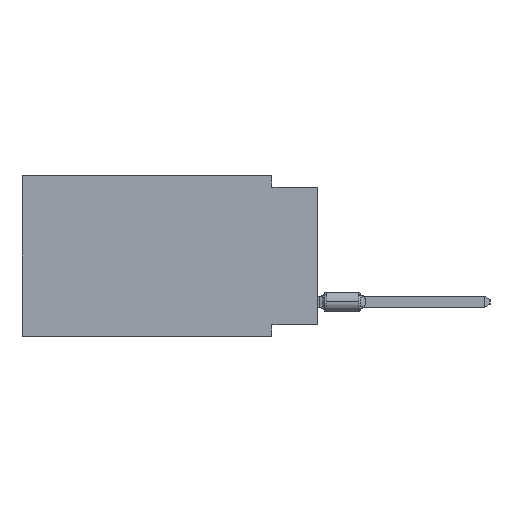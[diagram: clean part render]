
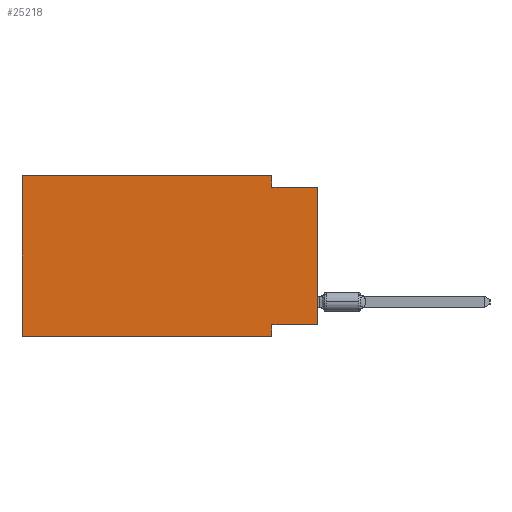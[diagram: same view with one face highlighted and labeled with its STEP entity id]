
A CAD part, left-side view. The second image highlights one B-rep face of the part: STEP entity #25218.
In plain terms, the highlighted planar face has unit normal (-1, 0, 0).
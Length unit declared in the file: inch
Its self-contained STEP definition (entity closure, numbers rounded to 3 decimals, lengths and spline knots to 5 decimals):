
#244 = DIRECTION ( 'NONE',  ( 0., 1., 0. ) ) ;
#2116 = VECTOR ( 'NONE', #68971, 39.37008 ) ;
#2167 = ORIENTED_EDGE ( 'NONE', *, *, #26975, .F. ) ;
#2299 = EDGE_CURVE ( 'NONE', #49486, #5775, #9623, .T. ) ;
#4914 = LINE ( 'NONE', #20655, #69834 ) ;
#5249 = VERTEX_POINT ( 'NONE', #38578 ) ;
#5429 = ORIENTED_EDGE ( 'NONE', *, *, #16048, .F. ) ;
#5530 = ORIENTED_EDGE ( 'NONE', *, *, #61225, .T. ) ;
#5775 = VERTEX_POINT ( 'NONE', #44930 ) ;
#7515 = LINE ( 'NONE', #34319, #25707 ) ;
#7687 = ORIENTED_EDGE ( 'NONE', *, *, #24691, .F. ) ;
#9623 = LINE ( 'NONE', #14275, #2116 ) ;
#9636 = EDGE_CURVE ( 'NONE', #39537, #23167, #21383, .T. ) ;
#9639 = CARTESIAN_POINT ( 'NONE',  ( 0., 0.1, 0. ) ) ;
#10748 = CARTESIAN_POINT ( 'NONE',  ( 0., 0.1, 0. ) ) ;
#10967 = LINE ( 'NONE', #33484, #21373 ) ;
#12676 = CARTESIAN_POINT ( 'NONE',  ( 0., 0., -0.025 ) ) ;
#14275 = CARTESIAN_POINT ( 'NONE',  ( 0., 0.645, -0.35 ) ) ;
#16048 = EDGE_CURVE ( 'NONE', #49486, #43832, #7515, .T. ) ;
#19660 = VERTEX_POINT ( 'NONE', #9639 ) ;
#20655 = CARTESIAN_POINT ( 'NONE',  ( 0., 0., -0.325 ) ) ;
#21373 = VECTOR ( 'NONE', #55628, 39.37008 ) ;
#21383 = LINE ( 'NONE', #26413, #66246 ) ;
#22315 = CARTESIAN_POINT ( 'NONE',  ( 0., 0.645, 0. ) ) ;
#23167 = VERTEX_POINT ( 'NONE', #12676 ) ;
#23346 = CARTESIAN_POINT ( 'NONE',  ( 0., 0., 0. ) ) ;
#24691 = EDGE_CURVE ( 'NONE', #45921, #5249, #4914, .T. ) ;
#25218 = ADVANCED_FACE ( 'NONE', ( #55542 ), #49487, .F. ) ;
#25707 = VECTOR ( 'NONE', #28946, 39.37008 ) ;
#26254 = CARTESIAN_POINT ( 'NONE',  ( 0., 0.645, 0. ) ) ;
#26413 = CARTESIAN_POINT ( 'NONE',  ( 0., 0., -0.025 ) ) ;
#26975 = EDGE_CURVE ( 'NONE', #5249, #5775, #10967, .T. ) ;
#28378 = ORIENTED_EDGE ( 'NONE', *, *, #2299, .T. ) ;
#28946 = DIRECTION ( 'NONE',  ( 0., 0., 1. ) ) ;
#29869 = CARTESIAN_POINT ( 'NONE',  ( 0., 0.1, -0.025 ) ) ;
#33484 = CARTESIAN_POINT ( 'NONE',  ( 0., 0.1, -0.35 ) ) ;
#34319 = CARTESIAN_POINT ( 'NONE',  ( 0., 0.645, 0. ) ) ;
#38578 = CARTESIAN_POINT ( 'NONE',  ( 0., 0.1, -0.325 ) ) ;
#38592 = ORIENTED_EDGE ( 'NONE', *, *, #9636, .F. ) ;
#38910 = DIRECTION ( 'NONE',  ( 0., -1., 0. ) ) ;
#39537 = VERTEX_POINT ( 'NONE', #29869 ) ;
#41079 = VECTOR ( 'NONE', #42903, 39.37008 ) ;
#42903 = DIRECTION ( 'NONE',  ( 0., 0., -1. ) ) ;
#43583 = CARTESIAN_POINT ( 'NONE',  ( 0., 0., -0.325 ) ) ;
#43832 = VERTEX_POINT ( 'NONE', #26254 ) ;
#43902 = DIRECTION ( 'NONE',  ( 0., -1., 0. ) ) ;
#44114 = DIRECTION ( 'NONE',  ( 1., 0., 0. ) ) ;
#44259 = CARTESIAN_POINT ( 'NONE',  ( 0., 0.645, 0. ) ) ;
#44930 = CARTESIAN_POINT ( 'NONE',  ( 0., 0.1, -0.35 ) ) ;
#45921 = VERTEX_POINT ( 'NONE', #43583 ) ;
#46002 = EDGE_LOOP ( 'NONE', ( #5530, #38592, #66211, #50147, #5429, #28378, #2167, #7687 ) ) ;
#46364 = VECTOR ( 'NONE', #38910, 39.37008 ) ;
#46449 = LINE ( 'NONE', #23346, #54853 ) ;
#47884 = EDGE_CURVE ( 'NONE', #19660, #39537, #70103, .T. ) ;
#49486 = VERTEX_POINT ( 'NONE', #52256 ) ;
#49487 = PLANE ( 'NONE',  #50492 ) ;
#50147 = ORIENTED_EDGE ( 'NONE', *, *, #56684, .F. ) ;
#50492 = AXIS2_PLACEMENT_3D ( 'NONE', #22315, #44114, #55208 ) ;
#52182 = DIRECTION ( 'NONE',  ( 0., 0., 1. ) ) ;
#52256 = CARTESIAN_POINT ( 'NONE',  ( 0., 0.645, -0.35 ) ) ;
#54853 = VECTOR ( 'NONE', #52182, 39.37008 ) ;
#55208 = DIRECTION ( 'NONE',  ( 0., 0., -1. ) ) ;
#55542 = FACE_OUTER_BOUND ( 'NONE', #46002, .T. ) ;
#55628 = DIRECTION ( 'NONE',  ( 0., 0., -1. ) ) ;
#56684 = EDGE_CURVE ( 'NONE', #43832, #19660, #70376, .T. ) ;
#61225 = EDGE_CURVE ( 'NONE', #45921, #23167, #46449, .T. ) ;
#66211 = ORIENTED_EDGE ( 'NONE', *, *, #47884, .F. ) ;
#66246 = VECTOR ( 'NONE', #43902, 39.37008 ) ;
#68971 = DIRECTION ( 'NONE',  ( 0., -1., 0. ) ) ;
#69834 = VECTOR ( 'NONE', #244, 39.37008 ) ;
#70103 = LINE ( 'NONE', #10748, #41079 ) ;
#70376 = LINE ( 'NONE', #44259, #46364 ) ;
